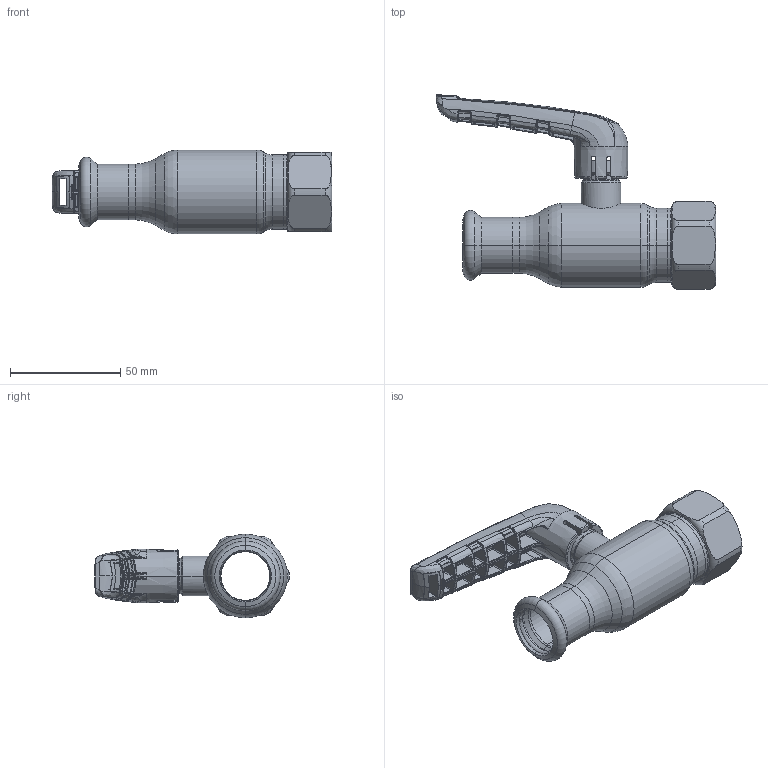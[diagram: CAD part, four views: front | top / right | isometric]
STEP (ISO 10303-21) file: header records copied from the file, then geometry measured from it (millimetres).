
FILE_DESCRIPTION (( 'STEP AP214' ), '1' );
FILE_NAME ('XPR21000 DN20 G34 x 22.step', '2018-09-25T08:51:38', ( '' ), ( '' ), 'SwSTEP 2.0', 'SolidWorks 2017', '' );
FILE_SCHEMA (( 'AUTOMOTIVE_DESIGN' ));
Length unit declared in the file: millimetre
Products named in the file (1): XPR21000 DN20 G34 x 22
Bounding box: 126.78 x 88.38 x 38 mm (x, y, z)
Surface area: 28492.6 mm2 (no closed solid volume)
Topology: 0 solids, 9 shells, 823 faces, 2436 edges, 1531 vertices
Faces by surface type: bspline 658, plane 66, cylinder 46, torus 27, cone 26
Entity records: 59031 total; most frequent: CARTESIAN_POINT 34036, ORIENTED_EDGE 4207, EDGE_CURVE 2404, B_SPLINE_CURVE_WITH_KNOTS 1667, DIRECTION 1622, VERTEX_POINT 1531, EDGE_LOOP 847, UNCERTAINTY_MEASURE_WITH_UNIT 825
